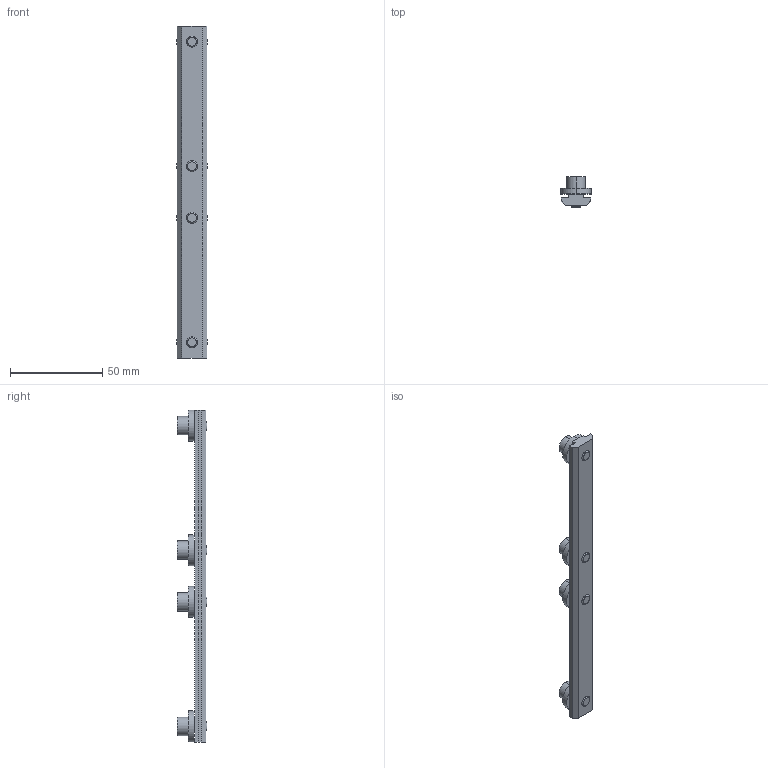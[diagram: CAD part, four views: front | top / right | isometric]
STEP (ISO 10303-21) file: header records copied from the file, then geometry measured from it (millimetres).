
FILE_DESCRIPTION (( 'STEP AP214' ), '1' );
FILE_NAME ('6128150', '2019-02-04T09:21:45', ( '' ), ('JUGARD+KÜNSTNER GmbH'), 'SwSTEP 2.0', 'SolidWorks 2017', '' );
FILE_SCHEMA (( 'AUTOMOTIVE_DESIGN' ));
Length unit declared in the file: millimetre
Products named in the file (1): 6128150_CNAJF00
Bounding box: 16.72 x 16 x 180 mm (x, y, z)
Volume: 17738 mm3; surface area: 11233.6 mm2
Topology: 1 solids, 1 shells, 120 faces, 270 edges, 168 vertices
Faces by surface type: plane 56, cylinder 40, cone 16, bspline 8
Entity records: 3808 total; most frequent: CARTESIAN_POINT 1139, DIRECTION 552, ORIENTED_EDGE 524, EDGE_CURVE 262, AXIS2_PLACEMENT_3D 209, VERTEX_POINT 168, EDGE_LOOP 144, LINE 134
